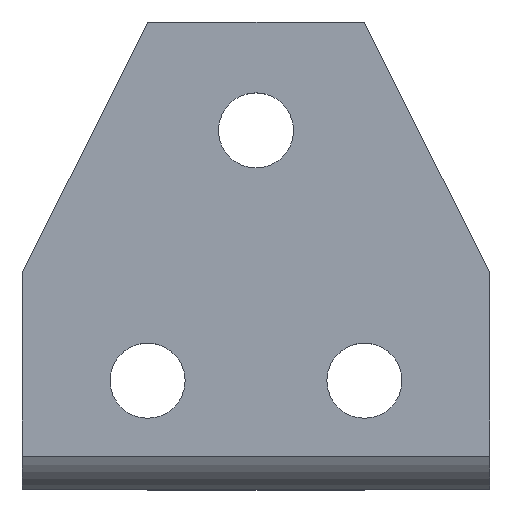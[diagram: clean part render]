
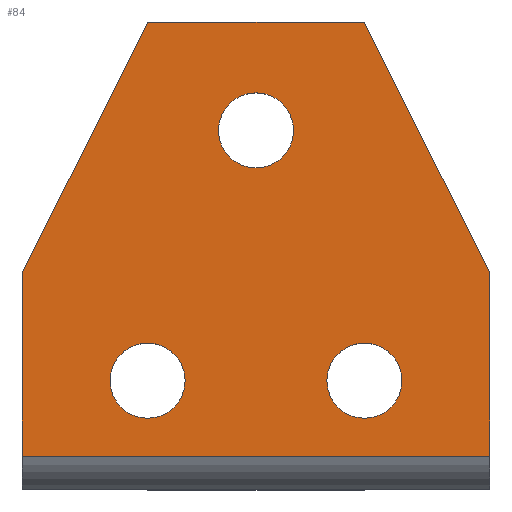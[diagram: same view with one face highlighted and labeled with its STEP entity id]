
A CAD part, top view. The second image highlights one B-rep face of the part: STEP entity #84.
In plain terms, the highlighted planar face has unit normal (0, 0, 1).
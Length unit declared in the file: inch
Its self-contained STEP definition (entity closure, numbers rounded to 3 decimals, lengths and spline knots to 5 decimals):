
#84=ADVANCED_FACE('',(#176,#177,#178,#179),#180,.T.);
#176=FACE_BOUND('',#327,.T.);
#177=FACE_BOUND('',#328,.T.);
#178=FACE_BOUND('',#329,.T.);
#179=FACE_OUTER_BOUND('',#330,.T.);
#180=PLANE('',#331);
#327=EDGE_LOOP('',(#544,#545,#546,#547));
#328=EDGE_LOOP('',(#548,#549,#550,#551));
#329=EDGE_LOOP('',(#552,#553,#554,#555));
#330=EDGE_LOOP('',(#556,#557,#558,#559,#560,#561));
#331=AXIS2_PLACEMENT_3D('',#562,#563,#564);
#544=ORIENTED_EDGE('',*,*,#681,.F.);
#545=ORIENTED_EDGE('',*,*,#729,.F.);
#546=ORIENTED_EDGE('',*,*,#730,.F.);
#547=ORIENTED_EDGE('',*,*,#731,.F.);
#548=ORIENTED_EDGE('',*,*,#732,.F.);
#549=ORIENTED_EDGE('',*,*,#733,.F.);
#550=ORIENTED_EDGE('',*,*,#734,.F.);
#551=ORIENTED_EDGE('',*,*,#735,.F.);
#552=ORIENTED_EDGE('',*,*,#720,.F.);
#553=ORIENTED_EDGE('',*,*,#715,.F.);
#554=ORIENTED_EDGE('',*,*,#736,.F.);
#555=ORIENTED_EDGE('',*,*,#665,.F.);
#556=ORIENTED_EDGE('',*,*,#737,.F.);
#557=ORIENTED_EDGE('',*,*,#670,.F.);
#558=ORIENTED_EDGE('',*,*,#686,.F.);
#559=ORIENTED_EDGE('',*,*,#738,.F.);
#560=ORIENTED_EDGE('',*,*,#739,.F.);
#561=ORIENTED_EDGE('',*,*,#703,.F.);
#562=CARTESIAN_POINT('',(1.75381,1.40244,0.25));
#563=DIRECTION('',(0.0,0.0,1.0));
#564=DIRECTION('',(1.0,0.0,0.0));
#665=EDGE_CURVE('',#772,#773,#774,.T.);
#670=EDGE_CURVE('',#781,#782,#783,.T.);
#681=EDGE_CURVE('',#801,#802,#803,.T.);
#686=EDGE_CURVE('',#810,#781,#811,.T.);
#703=EDGE_CURVE('',#837,#838,#839,.T.);
#715=EDGE_CURVE('',#854,#855,#856,.T.);
#720=EDGE_CURVE('',#855,#772,#863,.T.);
#729=EDGE_CURVE('',#872,#801,#873,.T.);
#730=EDGE_CURVE('',#874,#872,#875,.T.);
#731=EDGE_CURVE('',#802,#874,#876,.T.);
#732=EDGE_CURVE('',#877,#878,#879,.T.);
#733=EDGE_CURVE('',#880,#877,#881,.T.);
#734=EDGE_CURVE('',#882,#880,#883,.T.);
#735=EDGE_CURVE('',#878,#882,#884,.T.);
#736=EDGE_CURVE('',#773,#854,#885,.T.);
#737=EDGE_CURVE('',#782,#837,#886,.T.);
#738=EDGE_CURVE('',#887,#810,#888,.T.);
#739=EDGE_CURVE('',#838,#887,#889,.T.);
#772=VERTEX_POINT('',#929);
#773=VERTEX_POINT('',#930);
#774=B_SPLINE_CURVE_WITH_KNOTS('',3,(#931,#932,#933,#934),.UNSPECIFIED.,.F.,.F.,(4,4),(0.0,80.0),.UNSPECIFIED.);
#781=VERTEX_POINT('',#946);
#782=VERTEX_POINT('',#947);
#783=LINE('',#948,#949);
#801=VERTEX_POINT('',#978);
#802=VERTEX_POINT('',#979);
#803=B_SPLINE_CURVE_WITH_KNOTS('',3,(#980,#981,#982,#983),.UNSPECIFIED.,.F.,.F.,(4,4),(0.0,80.0),.UNSPECIFIED.);
#810=VERTEX_POINT('',#995);
#811=LINE('',#996,#997);
#837=VERTEX_POINT('',#1039);
#838=VERTEX_POINT('',#1040);
#839=LINE('',#1041,#1042);
#854=VERTEX_POINT('',#1068);
#855=VERTEX_POINT('',#1069);
#856=B_SPLINE_CURVE_WITH_KNOTS('',3,(#1070,#1071,#1072,#1073),.UNSPECIFIED.,.F.,.F.,(4,4),(0.0,80.0),.UNSPECIFIED.);
#863=B_SPLINE_CURVE_WITH_KNOTS('',3,(#1085,#1086,#1087,#1088),.UNSPECIFIED.,.F.,.F.,(4,4),(0.0,80.0),.UNSPECIFIED.);
#872=VERTEX_POINT('',#1108);
#873=B_SPLINE_CURVE_WITH_KNOTS('',3,(#1109,#1110,#1111,#1112),.UNSPECIFIED.,.F.,.F.,(4,4),(0.0,80.0),.UNSPECIFIED.);
#874=VERTEX_POINT('',#1113);
#875=B_SPLINE_CURVE_WITH_KNOTS('',3,(#1114,#1115,#1116,#1117),.UNSPECIFIED.,.F.,.F.,(4,4),(0.0,80.0),.UNSPECIFIED.);
#876=B_SPLINE_CURVE_WITH_KNOTS('',3,(#1118,#1119,#1120,#1121),.UNSPECIFIED.,.F.,.F.,(4,4),(0.0,80.0),.UNSPECIFIED.);
#877=VERTEX_POINT('',#1122);
#878=VERTEX_POINT('',#1123);
#879=B_SPLINE_CURVE_WITH_KNOTS('',3,(#1124,#1125,#1126,#1127),.UNSPECIFIED.,.F.,.F.,(4,4),(0.0,80.0),.UNSPECIFIED.);
#880=VERTEX_POINT('',#1128);
#881=B_SPLINE_CURVE_WITH_KNOTS('',3,(#1129,#1130,#1131,#1132),.UNSPECIFIED.,.F.,.F.,(4,4),(0.0,80.0),.UNSPECIFIED.);
#882=VERTEX_POINT('',#1133);
#883=B_SPLINE_CURVE_WITH_KNOTS('',3,(#1134,#1135,#1136,#1137),.UNSPECIFIED.,.F.,.F.,(4,4),(0.0,80.0),.UNSPECIFIED.);
#884=B_SPLINE_CURVE_WITH_KNOTS('',3,(#1138,#1139,#1140,#1141),.UNSPECIFIED.,.F.,.F.,(4,4),(0.0,80.0),.UNSPECIFIED.);
#885=B_SPLINE_CURVE_WITH_KNOTS('',3,(#1142,#1143,#1144,#1145),.UNSPECIFIED.,.F.,.F.,(4,4),(0.0,80.0),.UNSPECIFIED.);
#886=LINE('',#1146,#1147);
#887=VERTEX_POINT('',#1148);
#888=LINE('',#1149,#1150);
#889=LINE('',#1151,#1152);
#929=CARTESIAN_POINT('',(2.56808,0.84908,0.25));
#930=CARTESIAN_POINT('',(2.28621,0.56722,0.25));
#931=CARTESIAN_POINT('',(2.56808,0.84908,0.25));
#932=CARTESIAN_POINT('',(2.41241,0.84908,0.25));
#933=CARTESIAN_POINT('',(2.28621,0.72289,0.25));
#934=CARTESIAN_POINT('',(2.28621,0.56722,0.25));
#946=CARTESIAN_POINT('',(3.50762,1.38148,0.25));
#947=CARTESIAN_POINT('',(3.50762,0.,0.25));
#948=CARTESIAN_POINT('',(3.50762,1.38148,0.25));
#949=VECTOR('',#1226,1.);
#978=CARTESIAN_POINT('',(2.03567,2.4463,0.25));
#979=CARTESIAN_POINT('',(1.75381,2.72816,0.25));
#980=CARTESIAN_POINT('',(2.03567,2.4463,0.25));
#981=CARTESIAN_POINT('',(2.03567,2.60197,0.25));
#982=CARTESIAN_POINT('',(1.90948,2.72816,0.25));
#983=CARTESIAN_POINT('',(1.75381,2.72816,0.25));
#995=CARTESIAN_POINT('',(2.56808,3.26057,0.25));
#996=CARTESIAN_POINT('',(2.56808,3.26057,0.25));
#997=VECTOR('',#1237,1.);
#1039=CARTESIAN_POINT('',(0.0,0.,0.25));
#1040=CARTESIAN_POINT('',(0.0,1.38148,0.25));
#1041=CARTESIAN_POINT('',(0.0,0.,0.25));
#1042=VECTOR('',#1248,1.);
#1068=CARTESIAN_POINT('',(2.56808,0.28535,0.25));
#1069=CARTESIAN_POINT('',(2.84995,0.56722,0.25));
#1070=CARTESIAN_POINT('',(2.56808,0.28535,0.25));
#1071=CARTESIAN_POINT('',(2.72375,0.28535,0.25));
#1072=CARTESIAN_POINT('',(2.84995,0.41154,0.25));
#1073=CARTESIAN_POINT('',(2.84995,0.56722,0.25));
#1085=CARTESIAN_POINT('',(2.84995,0.56722,0.25));
#1086=CARTESIAN_POINT('',(2.84995,0.72289,0.25));
#1087=CARTESIAN_POINT('',(2.72375,0.84908,0.25));
#1088=CARTESIAN_POINT('',(2.56808,0.84908,0.25));
#1108=CARTESIAN_POINT('',(1.75381,2.16444,0.25));
#1109=CARTESIAN_POINT('',(1.75381,2.16444,0.25));
#1110=CARTESIAN_POINT('',(1.90948,2.16444,0.25));
#1111=CARTESIAN_POINT('',(2.03567,2.29063,0.25));
#1112=CARTESIAN_POINT('',(2.03567,2.4463,0.25));
#1113=CARTESIAN_POINT('',(1.47195,2.4463,0.25));
#1114=CARTESIAN_POINT('',(1.47195,2.4463,0.25));
#1115=CARTESIAN_POINT('',(1.47195,2.29063,0.25));
#1116=CARTESIAN_POINT('',(1.59814,2.16444,0.25));
#1117=CARTESIAN_POINT('',(1.75381,2.16444,0.25));
#1118=CARTESIAN_POINT('',(1.75381,2.72816,0.25));
#1119=CARTESIAN_POINT('',(1.59814,2.72816,0.25));
#1120=CARTESIAN_POINT('',(1.47195,2.60197,0.25));
#1121=CARTESIAN_POINT('',(1.47195,2.4463,0.25));
#1122=CARTESIAN_POINT('',(1.2214,0.56722,0.25));
#1123=CARTESIAN_POINT('',(0.93954,0.84908,0.25));
#1124=CARTESIAN_POINT('',(1.2214,0.56722,0.25));
#1125=CARTESIAN_POINT('',(1.2214,0.72289,0.25));
#1126=CARTESIAN_POINT('',(1.09521,0.84908,0.25));
#1127=CARTESIAN_POINT('',(0.93954,0.84908,0.25));
#1128=CARTESIAN_POINT('',(0.93954,0.28535,0.25));
#1129=CARTESIAN_POINT('',(0.93954,0.28535,0.25));
#1130=CARTESIAN_POINT('',(1.09521,0.28535,0.25));
#1131=CARTESIAN_POINT('',(1.2214,0.41154,0.25));
#1132=CARTESIAN_POINT('',(1.2214,0.56722,0.25));
#1133=CARTESIAN_POINT('',(0.65768,0.56722,0.25));
#1134=CARTESIAN_POINT('',(0.65768,0.56722,0.25));
#1135=CARTESIAN_POINT('',(0.65768,0.41154,0.25));
#1136=CARTESIAN_POINT('',(0.78388,0.28535,0.25));
#1137=CARTESIAN_POINT('',(0.93954,0.28535,0.25));
#1138=CARTESIAN_POINT('',(0.93954,0.84908,0.25));
#1139=CARTESIAN_POINT('',(0.78388,0.84908,0.25));
#1140=CARTESIAN_POINT('',(0.65768,0.72289,0.25));
#1141=CARTESIAN_POINT('',(0.65768,0.56722,0.25));
#1142=CARTESIAN_POINT('',(2.28621,0.56722,0.25));
#1143=CARTESIAN_POINT('',(2.28621,0.41154,0.25));
#1144=CARTESIAN_POINT('',(2.41241,0.28535,0.25));
#1145=CARTESIAN_POINT('',(2.56808,0.28535,0.25));
#1146=CARTESIAN_POINT('',(3.50762,0.,0.25));
#1147=VECTOR('',#1261,1.0);
#1148=CARTESIAN_POINT('',(0.93954,3.26057,0.25));
#1149=CARTESIAN_POINT('',(0.93954,3.26057,0.25));
#1150=VECTOR('',#1262,1.0);
#1151=CARTESIAN_POINT('',(0.0,1.38148,0.25));
#1152=VECTOR('',#1263,1.);
#1226=DIRECTION('',(0.0,-1.0,0.0));
#1237=DIRECTION('',(0.447,-0.894,0.0));
#1248=DIRECTION('',(0.0,1.0,0.0));
#1261=DIRECTION('',(-1.0,0.0,0.0));
#1262=DIRECTION('',(1.0,0.0,0.0));
#1263=DIRECTION('',(0.447,0.894,0.0));
